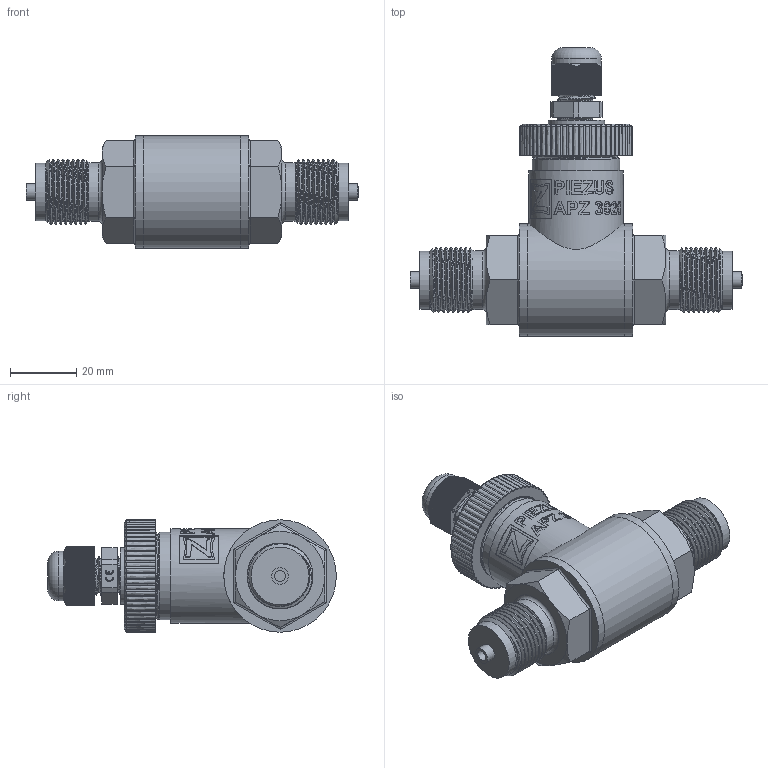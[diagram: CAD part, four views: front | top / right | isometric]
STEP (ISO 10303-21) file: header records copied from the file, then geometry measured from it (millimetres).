
FILE_DESCRIPTION(/* description */ (''),/* implementation_level */ '2;1');
FILE_NAME(/* name */ 'APZ3020_M20x1,5EN-axial_CableGland.step',/* time_stamp */ '2021-07-28T15:13:18+03:00',/* author */ (''),/* organization */ (''),/* preprocessor_version */ 'ST-DEVELOPER v18.1',/* originating_system */ 'Autodesk Translation Framework v10.9.0.1377',/* authorisation */ '');
FILE_SCHEMA (('AUTOMOTIVE_DESIGN { 1 0 10303 214 3 1 1 }'));
Length unit declared in the file: millimetre
Products named in the file (10): АПЗ 3020 - filled; M20x1,5 EN; shell; shell2; nut M27x1.5 v8; nut1; M12x1.5 Cable gland v4; Cable gland; Rubber gasket; M12 Domed nut
Assembly tree (9 placements, depth 3):
  АПЗ 3020 - filled
    M20x1,5 EN
    shell
    shell2
    nut M27x1.5 v8
    nut1
    M12x1.5 Cable gland v4
      Cable gland
      Rubber gasket
      M12 Domed nut
Bounding box: 100.4 x 87.27 x 34 mm (x, y, z)
Volume: 79158.9 mm3; surface area: 32244.2 mm2
Topology: 7 solids, 7 shells, 2769 faces, 8079 edges, 5378 vertices
Faces by surface type: plane 1495, cylinder 828, bspline 404, cone 36, torus 5, sphere 1
Full cylindrical faces by diameter (mm): 1 x6, 3.3 x2, 5 x2, 7.5 x1, 8 x1, 9.976 x5, 10 x6, 10.376 x4, 10.526 x3, 11.6 x4, 12 x5, 12.203 x3, 12.6 x1, 15 x1, 17 x1, 17.5 x2, 17.8 x2, 18.137 x14, 19.85 x12, 21.4 x2, 22.3 x1, 23.6 x1, 24 x3, 24.5 x2, 24.6 x4, 25.132 x4, 25.526 x4, 26.5 x5, 27.208 x5, 28.5 x1
Entity records: 120128 total; most frequent: CARTESIAN_POINT 49983, ORIENTED_EDGE 16158, DIRECTION 12627, EDGE_CURVE 8079, VERTEX_POINT 5378, LINE 4361, VECTOR 4361, AXIS2_PLACEMENT_3D 4133
